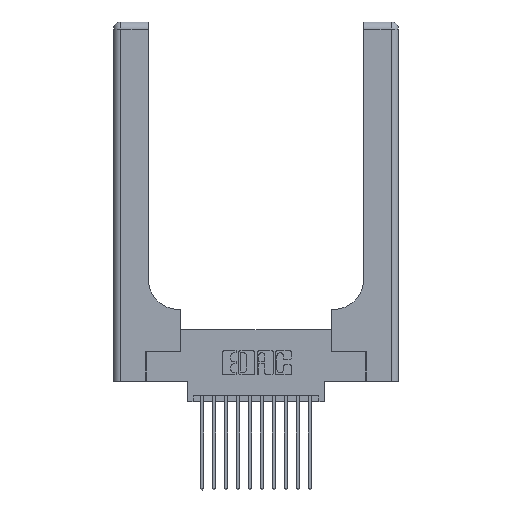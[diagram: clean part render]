
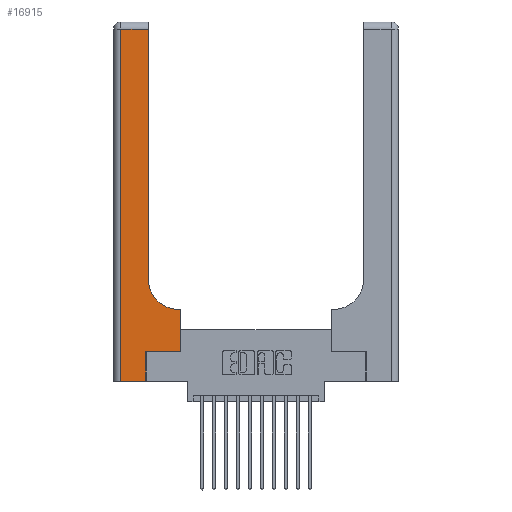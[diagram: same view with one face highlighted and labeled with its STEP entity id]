
A CAD part, top view. The second image highlights one B-rep face of the part: STEP entity #16915.
In plain terms, the highlighted planar face has unit normal (0, 0, 1).
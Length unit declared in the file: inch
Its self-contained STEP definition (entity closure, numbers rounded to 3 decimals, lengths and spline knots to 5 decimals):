
#34 = VERTEX_POINT ( 'NONE', #6801 ) ;
#298 = CARTESIAN_POINT ( 'NONE',  ( 0.2915, 3., 0.37 ) ) ;
#300 = DIRECTION ( 'NONE',  ( 0., 0., -1. ) ) ;
#333 = EDGE_CURVE ( 'NONE', #3591, #9595, #10364, .T. ) ;
#450 = VERTEX_POINT ( 'NONE', #464 ) ;
#464 = CARTESIAN_POINT ( 'NONE',  ( 0.5415, 0.6, 0.37 ) ) ;
#573 = AXIS2_PLACEMENT_3D ( 'NONE', #10960, #6958, #4027 ) ;
#910 = ORIENTED_EDGE ( 'NONE', *, *, #11969, .T. ) ;
#1012 = VERTEX_POINT ( 'NONE', #13065 ) ;
#1422 = DIRECTION ( 'NONE',  ( 1., 0., 0. ) ) ;
#1440 = ORIENTED_EDGE ( 'NONE', *, *, #6956, .T. ) ;
#1581 = EDGE_CURVE ( 'NONE', #4123, #1012, #12691, .T. ) ;
#1609 = ORIENTED_EDGE ( 'NONE', *, *, #2308, .T. ) ;
#1909 = EDGE_CURVE ( 'NONE', #1012, #450, #10318, .T. ) ;
#2308 = EDGE_CURVE ( 'NONE', #16091, #34, #8842, .T. ) ;
#2611 = DIRECTION ( 'NONE',  ( 1., 0., 0. ) ) ;
#2937 = ORIENTED_EDGE ( 'NONE', *, *, #333, .T. ) ;
#3007 = ORIENTED_EDGE ( 'NONE', *, *, #1909, .T. ) ;
#3391 = EDGE_CURVE ( 'NONE', #9595, #15747, #9841, .T. ) ;
#3411 = CARTESIAN_POINT ( 'NONE',  ( 0.2915, 2.94, 0.37 ) ) ;
#3591 = VERTEX_POINT ( 'NONE', #9067 ) ;
#3643 = DIRECTION ( 'NONE',  ( -1., 0., 0. ) ) ;
#4027 = DIRECTION ( 'NONE',  ( -1., 0., 0. ) ) ;
#4123 = VERTEX_POINT ( 'NONE', #15308 ) ;
#4176 = CARTESIAN_POINT ( 'NONE',  ( 0.5415, 0.85, 0.37 ) ) ;
#4293 = DIRECTION ( 'NONE',  ( 0., 1., 0. ) ) ;
#4554 = LINE ( 'NONE', #9546, #6027 ) ;
#4712 = CARTESIAN_POINT ( 'NONE',  ( 0., 2.94, 0.37 ) ) ;
#4950 = CARTESIAN_POINT ( 'NONE',  ( 0.269, 0., 0.37 ) ) ;
#5472 = VECTOR ( 'NONE', #2611, 39.37008 ) ;
#5790 = VECTOR ( 'NONE', #4293, 39.37008 ) ;
#6027 = VECTOR ( 'NONE', #1422, 39.37008 ) ;
#6116 = DIRECTION ( 'NONE',  ( 0., -1., 0. ) ) ;
#6187 = EDGE_LOOP ( 'NONE', ( #2937, #7645, #12816, #1440, #1609, #910, #12307, #3007, #17177 ) ) ;
#6773 = VECTOR ( 'NONE', #3643, 39.37008 ) ;
#6801 = CARTESIAN_POINT ( 'NONE',  ( 0.269, 0.25, 0.37 ) ) ;
#6816 = LINE ( 'NONE', #15467, #7238 ) ;
#6956 = EDGE_CURVE ( 'NONE', #17191, #16091, #4554, .T. ) ;
#6958 = DIRECTION ( 'NONE',  ( 0., 0., -1. ) ) ;
#7238 = VECTOR ( 'NONE', #6116, 39.37008 ) ;
#7645 = ORIENTED_EDGE ( 'NONE', *, *, #3391, .T. ) ;
#7947 = CARTESIAN_POINT ( 'NONE',  ( 0.269, 0.25, 0.37 ) ) ;
#8842 = LINE ( 'NONE', #4950, #13313 ) ;
#8969 = EDGE_CURVE ( 'NONE', #15747, #17191, #6816, .T. ) ;
#9067 = CARTESIAN_POINT ( 'NONE',  ( 0.2915, 0.85, 0.37 ) ) ;
#9155 = DIRECTION ( 'NONE',  ( -1., 0., 0. ) ) ;
#9546 = CARTESIAN_POINT ( 'NONE',  ( 0., 0., 0.37 ) ) ;
#9578 = CARTESIAN_POINT ( 'NONE',  ( 0.5585, 0.25, 0.37 ) ) ;
#9595 = VERTEX_POINT ( 'NONE', #3411 ) ;
#9841 = LINE ( 'NONE', #4712, #12216 ) ;
#10318 = LINE ( 'NONE', #15666, #6773 ) ;
#10364 = LINE ( 'NONE', #298, #5790 ) ;
#10697 = LINE ( 'NONE', #7947, #5472 ) ;
#10960 = CARTESIAN_POINT ( 'NONE',  ( 0., 3., 0.37 ) ) ;
#11865 = AXIS2_PLACEMENT_3D ( 'NONE', #4176, #300, #15014 ) ;
#11969 = EDGE_CURVE ( 'NONE', #34, #4123, #10697, .T. ) ;
#12216 = VECTOR ( 'NONE', #9155, 39.37008 ) ;
#12307 = ORIENTED_EDGE ( 'NONE', *, *, #1581, .T. ) ;
#12459 = DIRECTION ( 'NONE',  ( 0., 1., 0. ) ) ;
#12581 = EDGE_CURVE ( 'NONE', #450, #3591, #17236, .T. ) ;
#12691 = LINE ( 'NONE', #9578, #14167 ) ;
#12816 = ORIENTED_EDGE ( 'NONE', *, *, #8969, .T. ) ;
#13065 = CARTESIAN_POINT ( 'NONE',  ( 0.5585, 0.6, 0.37 ) ) ;
#13313 = VECTOR ( 'NONE', #15032, 39.37008 ) ;
#14105 = CARTESIAN_POINT ( 'NONE',  ( 0.06, 0., 0.37 ) ) ;
#14167 = VECTOR ( 'NONE', #12459, 39.37008 ) ;
#15014 = DIRECTION ( 'NONE',  ( 1., 0., 0. ) ) ;
#15032 = DIRECTION ( 'NONE',  ( 0., 1., 0. ) ) ;
#15308 = CARTESIAN_POINT ( 'NONE',  ( 0.5585, 0.25, 0.37 ) ) ;
#15467 = CARTESIAN_POINT ( 'NONE',  ( 0.06, 3., 0.37 ) ) ;
#15662 = CARTESIAN_POINT ( 'NONE',  ( 0.06, 2.94, 0.37 ) ) ;
#15666 = CARTESIAN_POINT ( 'NONE',  ( 0.2915, 0.6, 0.37 ) ) ;
#15747 = VERTEX_POINT ( 'NONE', #15662 ) ;
#16091 = VERTEX_POINT ( 'NONE', #17047 ) ;
#16260 = PLANE ( 'NONE',  #573 ) ;
#16282 = FACE_OUTER_BOUND ( 'NONE', #6187, .T. ) ;
#16915 = ADVANCED_FACE ( 'NONE', ( #16282 ), #16260, .F. ) ;
#17047 = CARTESIAN_POINT ( 'NONE',  ( 0.269, 0., 0.37 ) ) ;
#17177 = ORIENTED_EDGE ( 'NONE', *, *, #12581, .T. ) ;
#17191 = VERTEX_POINT ( 'NONE', #14105 ) ;
#17236 = CIRCLE ( 'NONE', #11865, 0.25 ) ;
